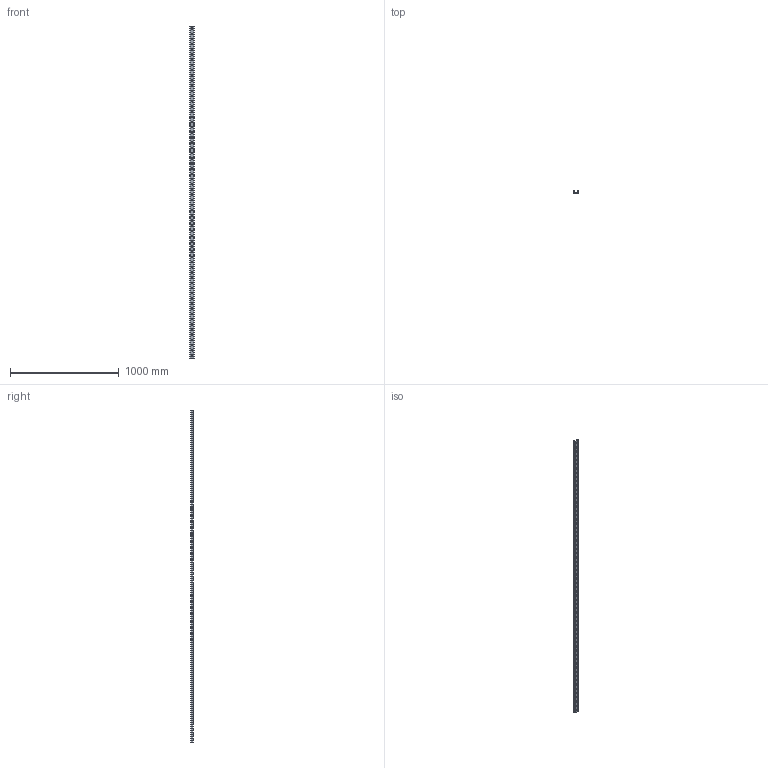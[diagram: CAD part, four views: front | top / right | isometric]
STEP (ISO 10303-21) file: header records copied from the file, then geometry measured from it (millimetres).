
FILE_DESCRIPTION(('TurboCAD Mac Pro'),'Build 980');
FILE_NAME('P3300HS.stp',' ',(''),(''),'ACIS Interop','IMSI','TurboCAD Mac Pro BY IMSI, INCORPORATED');
FILE_SCHEMA(('automotive_design'));
Length unit declared in the file: inch
Products named in the file (1): 1
Bounding box: 41.27 x 22.23 x 3048 mm (x, y, z)
Volume: 750082.3 mm3; surface area: 583427.6 mm2
Topology: 1 solids, 1 shells, 288 faces, 858 edges, 572 vertices
Faces by surface type: bspline 272, plane 16
Entity records: 13678 total; most frequent: CARTESIAN_POINT 5255, ORIENTED_EDGE 1716, EDGE_CURVE 858, VERTEX_POINT 572, B_SPLINE_CURVE_WITH_KNOTS 544, EDGE_LOOP 416, DIRECTION 348, LINE 314
